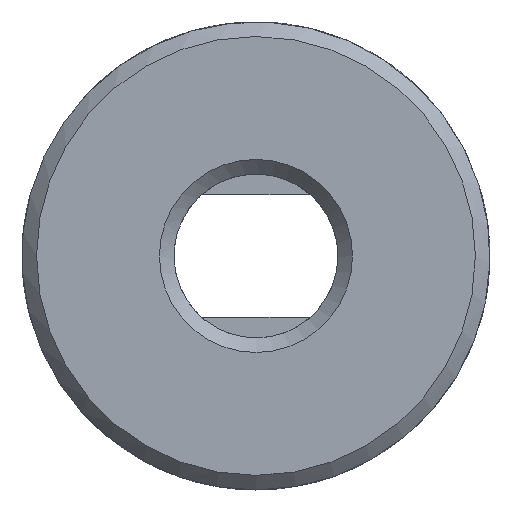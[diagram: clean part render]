
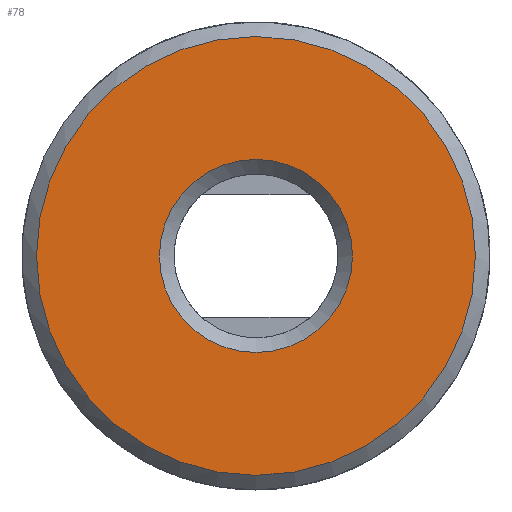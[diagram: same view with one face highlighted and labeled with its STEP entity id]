
A CAD part, left-side view. The second image highlights one B-rep face of the part: STEP entity #78.
In plain terms, the highlighted planar face has unit normal (-1, 0, 0).
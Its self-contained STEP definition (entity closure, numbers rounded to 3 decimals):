
#78 = ADVANCED_FACE( '', ( #167, #168 ), #169, .F. );
#167 = FACE_OUTER_BOUND( '', #270, .T. );
#168 = FACE_BOUND( '', #271, .T. );
#169 = PLANE( '', #272 );
#270 = EDGE_LOOP( '', ( #425 ) );
#271 = EDGE_LOOP( '', ( #426 ) );
#272 = AXIS2_PLACEMENT_3D( '', #427, #428, #429 );
#425 = ORIENTED_EDGE( '', *, *, #647, .T. );
#426 = ORIENTED_EDGE( '', *, *, #648, .T. );
#427 = CARTESIAN_POINT( '', ( 0., 4., 0. ) );
#428 = DIRECTION( '', ( 1., 0., 0. ) );
#429 = DIRECTION( '', ( 0., 0., -1. ) );
#647 = EDGE_CURVE( '', #783, #783, #784, .F. );
#648 = EDGE_CURVE( '', #785, #785, #786, .T. );
#783 = VERTEX_POINT( '', #962 );
#784 = CIRCLE( '', #963, 3.75 );
#785 = VERTEX_POINT( '', #964 );
#786 = CIRCLE( '', #965, 1.65 );
#962 = CARTESIAN_POINT( '', ( 0., 0., -3.75 ) );
#963 = AXIS2_PLACEMENT_3D( '', #1116, #1117, #1118 );
#964 = CARTESIAN_POINT( '', ( 0., 0., -1.65 ) );
#965 = AXIS2_PLACEMENT_3D( '', #1119, #1120, #1121 );
#1116 = CARTESIAN_POINT( '', ( 0., 0., 0. ) );
#1117 = DIRECTION( '', ( 1., 0., 0. ) );
#1118 = DIRECTION( '', ( 0., 0., -1. ) );
#1119 = CARTESIAN_POINT( '', ( 0., 0., 0. ) );
#1120 = DIRECTION( '', ( 1., 0., 0. ) );
#1121 = DIRECTION( '', ( 0., 0., -1. ) );
